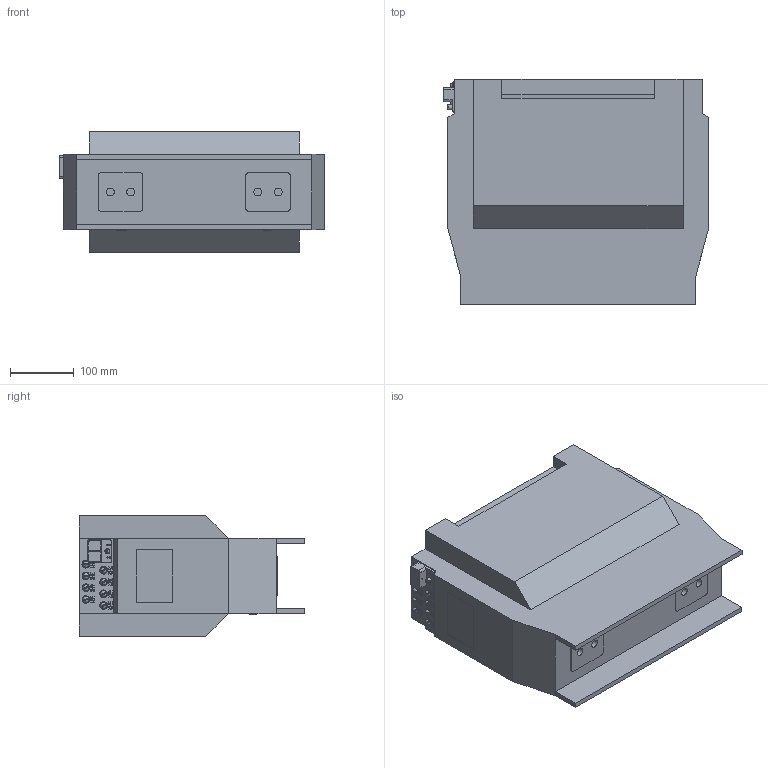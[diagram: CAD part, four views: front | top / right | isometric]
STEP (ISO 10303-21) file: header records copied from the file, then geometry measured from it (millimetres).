
FILE_DESCRIPTION(('STEP AP242'), '1');
FILE_NAME('ﾒﾋﾎ-24 ﾌ4ﾀﾑ 1500ﾀ', '', ('UNSPECIFIED'), ('UNSPECIFIED'), 'ASCON STEP Converter 1.6', 'ASCON Math Kernel', '');
FILE_SCHEMA(('AP242_MANAGED_MODEL_BASED_3D_ENGINEERING_MIM_LF { 1 0 10303 442 1 1 4 }'));
Length unit declared in the file: millimetre
Products named in the file (10): 鎗鵻罻 楟.8.211.004
Assembly tree (30 placements, depth 3):
  (unnamed)
    (unnamed)
    (unnamed)  x4
    (unnamed)
    鎗鵻罻 楟.8.211.004  x10
    (unnamed)
    (unnamed)  x10
      (unnamed)
      (unnamed)
      (unnamed)
Bounding box: 417 x 355 x 190 mm (x, y, z)
Volume: 19866431.2 mm3; surface area: 592843.3 mm2
Topology: 47 solids, 47 shells, 2275 faces, 6207 edges, 4092 vertices
Faces by surface type: cylinder 1253, plane 939, cone 51, torus 22, sphere 10
Full cylindrical faces by diameter (mm): 2 x4, 2.5 x1, 4 x10, 4.917 x10, 5 x12, 5.5 x1, 6 x10, 6.4 x10, 8 x1, 10 x20, 10.106 x4, 12 x10, 12.5 x4, 17 x8
Entity records: 79874 total; most frequent: CARTESIAN_POINT 12516, DIRECTION 11468, ORIENTED_EDGE 10672, EDGE_CURVE 5336, AXIS2_PLACEMENT_3D 4249, VERTEX_POINT 3582, LINE 2970, VECTOR 2970
